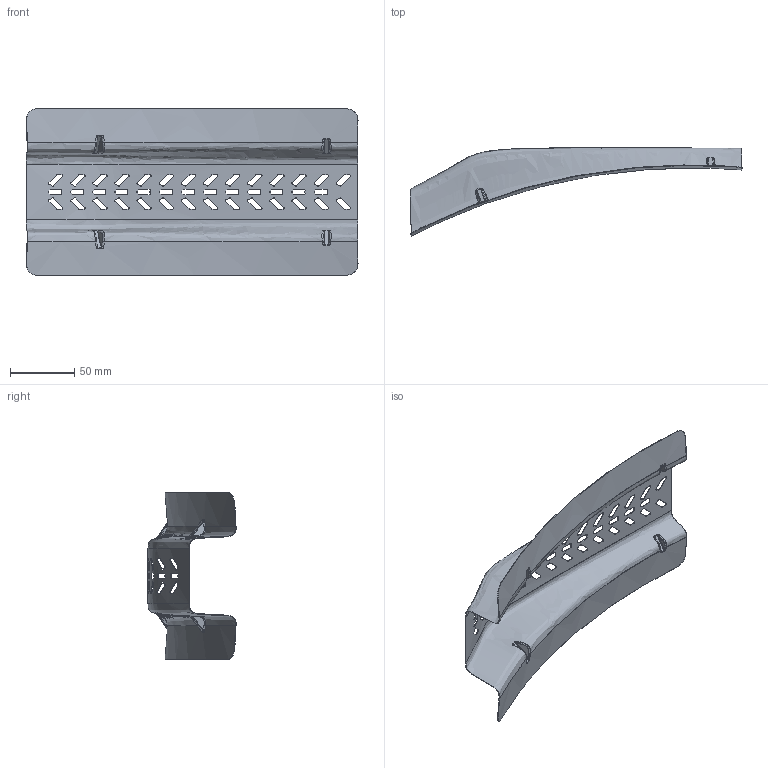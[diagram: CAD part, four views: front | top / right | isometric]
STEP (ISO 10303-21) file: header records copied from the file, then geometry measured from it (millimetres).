
FILE_DESCRIPTION(('FreeCAD Model'),'2;1');
FILE_NAME('Open CASCADE Shape Model','2025-04-25T14:20:47',('FreeCAD'),( 'FreeCAD'),'Open CASCADE STEP processor 7.6','FreeCAD','Unknown');
FILE_SCHEMA(('AUTOMOTIVE_DESIGN { 1 0 10303 214 1 1 1 1 }'));
Products named in the file (1): Open CASCADE STEP translator 7.6 1
Bounding box: 258.7 x 68.74 x 129.45 mm (x, y, z)
Volume: 18388.7 mm3; surface area: 86015.1 mm2
Topology: 1 solids, 1 shells, 517 faces, 1449 edges, 934 vertices
Faces by surface type: bspline 517
Entity records: 46214 total; most frequent: CARTESIAN_POINT 37580, ORIENTED_EDGE 2898, EDGE_CURVE 1449, B_SPLINE_CURVE_WITH_KNOTS 1385, VERTEX_POINT 934, FACE_BOUND 599, EDGE_LOOP 599, ADVANCED_FACE 517
